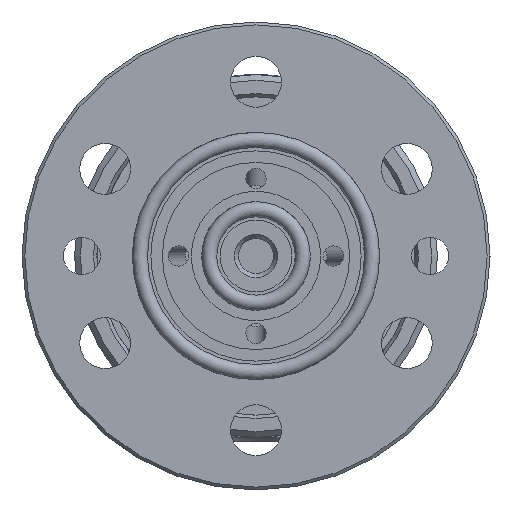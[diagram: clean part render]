
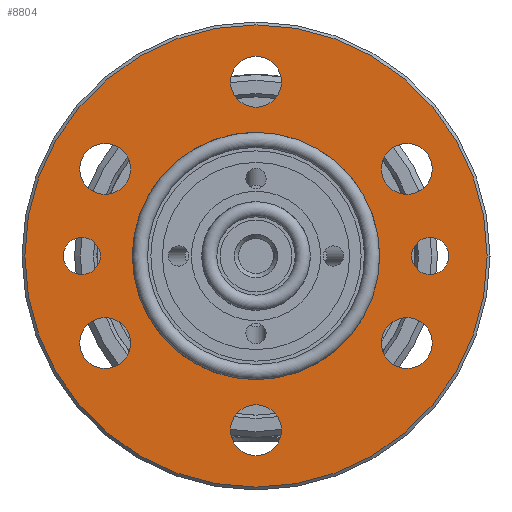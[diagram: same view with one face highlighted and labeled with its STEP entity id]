
A CAD part, left-side view. The second image highlights one B-rep face of the part: STEP entity #8804.
In plain terms, the highlighted planar face has unit normal (-1, 0, 0).
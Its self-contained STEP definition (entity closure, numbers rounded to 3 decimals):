
#112=FACE_BOUND('',#3080,.T.);
#113=FACE_BOUND('',#3081,.T.);
#114=FACE_BOUND('',#3082,.T.);
#115=FACE_BOUND('',#3083,.T.);
#116=FACE_BOUND('',#3084,.T.);
#117=FACE_BOUND('',#3085,.T.);
#118=FACE_BOUND('',#3086,.T.);
#119=FACE_BOUND('',#3087,.T.);
#120=FACE_BOUND('',#3088,.T.);
#1876=CIRCLE('',#9466,40.);
#1893=CIRCLE('',#9489,4.4);
#1894=CIRCLE('',#9491,4.4);
#1895=CIRCLE('',#9493,4.4);
#1896=CIRCLE('',#9495,4.4);
#1897=CIRCLE('',#9497,4.4);
#1898=CIRCLE('',#9499,4.4);
#1899=CIRCLE('',#9501,3.2);
#1900=CIRCLE('',#9503,3.2);
#1912=CIRCLE('',#9523,21.4);
#2061=PLANE('',#9522);
#2531=FACE_OUTER_BOUND('',#3079,.T.);
#3079=EDGE_LOOP('',(#8124));
#3080=EDGE_LOOP('',(#8125));
#3081=EDGE_LOOP('',(#8126));
#3082=EDGE_LOOP('',(#8127));
#3083=EDGE_LOOP('',(#8128));
#3084=EDGE_LOOP('',(#8129));
#3085=EDGE_LOOP('',(#8130));
#3086=EDGE_LOOP('',(#8131));
#3087=EDGE_LOOP('',(#8132));
#3088=EDGE_LOOP('',(#8133));
#4262=VERTEX_POINT('',#64555);
#4278=VERTEX_POINT('',#64598);
#4279=VERTEX_POINT('',#64602);
#4280=VERTEX_POINT('',#64606);
#4281=VERTEX_POINT('',#64610);
#4282=VERTEX_POINT('',#64614);
#4283=VERTEX_POINT('',#64618);
#4284=VERTEX_POINT('',#64622);
#4285=VERTEX_POINT('',#64626);
#4297=VERTEX_POINT('',#64663);
#5538=EDGE_CURVE('',#4262,#4262,#1876,.T.);
#5558=EDGE_CURVE('',#4278,#4278,#1893,.T.);
#5560=EDGE_CURVE('',#4279,#4279,#1894,.T.);
#5562=EDGE_CURVE('',#4280,#4280,#1895,.T.);
#5564=EDGE_CURVE('',#4281,#4281,#1896,.T.);
#5566=EDGE_CURVE('',#4282,#4282,#1897,.T.);
#5568=EDGE_CURVE('',#4283,#4283,#1898,.T.);
#5570=EDGE_CURVE('',#4284,#4284,#1899,.T.);
#5572=EDGE_CURVE('',#4285,#4285,#1900,.T.);
#5589=EDGE_CURVE('',#4297,#4297,#1912,.T.);
#8124=ORIENTED_EDGE('',*,*,#5538,.F.);
#8125=ORIENTED_EDGE('',*,*,#5572,.T.);
#8126=ORIENTED_EDGE('',*,*,#5570,.T.);
#8127=ORIENTED_EDGE('',*,*,#5568,.T.);
#8128=ORIENTED_EDGE('',*,*,#5566,.T.);
#8129=ORIENTED_EDGE('',*,*,#5564,.T.);
#8130=ORIENTED_EDGE('',*,*,#5562,.T.);
#8131=ORIENTED_EDGE('',*,*,#5560,.T.);
#8132=ORIENTED_EDGE('',*,*,#5558,.T.);
#8133=ORIENTED_EDGE('',*,*,#5589,.T.);
#8804=ADVANCED_FACE('',(#2531,#112,#113,#114,#115,#116,#117,#118,#119,#120),
#2061,.T.);
#9466=AXIS2_PLACEMENT_3D('',#64557,#11265,#11266);
#9489=AXIS2_PLACEMENT_3D('',#64599,#11314,#11315);
#9491=AXIS2_PLACEMENT_3D('',#64603,#11319,#11320);
#9493=AXIS2_PLACEMENT_3D('',#64607,#11324,#11325);
#9495=AXIS2_PLACEMENT_3D('',#64611,#11329,#11330);
#9497=AXIS2_PLACEMENT_3D('',#64615,#11334,#11335);
#9499=AXIS2_PLACEMENT_3D('',#64619,#11339,#11340);
#9501=AXIS2_PLACEMENT_3D('',#64623,#11344,#11345);
#9503=AXIS2_PLACEMENT_3D('',#64627,#11349,#11350);
#9522=AXIS2_PLACEMENT_3D('',#64662,#11392,#11393);
#9523=AXIS2_PLACEMENT_3D('',#64664,#11394,#11395);
#11265=DIRECTION('center_axis',(1.,0.,0.));
#11266=DIRECTION('ref_axis',(0.,-1.,0.));
#11314=DIRECTION('center_axis',(1.,0.,0.));
#11315=DIRECTION('ref_axis',(0.,0.,-1.));
#11319=DIRECTION('center_axis',(1.,0.,0.));
#11320=DIRECTION('ref_axis',(0.,0.866,-0.5));
#11324=DIRECTION('center_axis',(1.,0.,0.));
#11325=DIRECTION('ref_axis',(0.,0.866,0.5));
#11329=DIRECTION('center_axis',(1.,0.,0.));
#11330=DIRECTION('ref_axis',(0.,0.,1.));
#11334=DIRECTION('center_axis',(1.,0.,0.));
#11335=DIRECTION('ref_axis',(0.,-0.866,0.5));
#11339=DIRECTION('center_axis',(1.,0.,0.));
#11340=DIRECTION('ref_axis',(0.,-0.866,-0.5));
#11344=DIRECTION('center_axis',(1.,0.,0.));
#11345=DIRECTION('ref_axis',(0.,0.,-1.));
#11349=DIRECTION('center_axis',(1.,0.,0.));
#11350=DIRECTION('ref_axis',(0.,0.,-1.));
#11392=DIRECTION('center_axis',(-1.,0.,0.));
#11393=DIRECTION('ref_axis',(0.,0.,1.));
#11394=DIRECTION('center_axis',(1.,0.,0.));
#11395=DIRECTION('ref_axis',(0.,0.,-1.));
#64555=CARTESIAN_POINT('',(0.,40.,0.));
#64557=CARTESIAN_POINT('Origin',(0.,0.,0.));
#64598=CARTESIAN_POINT('',(0.,0.,34.55));
#64599=CARTESIAN_POINT('Origin',(0.,0.,30.15));
#64602=CARTESIAN_POINT('',(0.,-29.921,17.275));
#64603=CARTESIAN_POINT('Origin',(0.,-26.111,15.075));
#64606=CARTESIAN_POINT('',(0.,-29.921,-17.275));
#64607=CARTESIAN_POINT('Origin',(0.,-26.111,-15.075));
#64610=CARTESIAN_POINT('',(0.,0.,-34.55));
#64611=CARTESIAN_POINT('Origin',(0.,0.,-30.15));
#64614=CARTESIAN_POINT('',(0.,29.921,-17.275));
#64615=CARTESIAN_POINT('Origin',(0.,26.111,-15.075));
#64618=CARTESIAN_POINT('',(0.,29.921,17.275));
#64619=CARTESIAN_POINT('Origin',(0.,26.111,15.075));
#64622=CARTESIAN_POINT('',(0.,30.15,3.2));
#64623=CARTESIAN_POINT('Origin',(0.,30.15,0.));
#64626=CARTESIAN_POINT('',(0.,-30.15,3.2));
#64627=CARTESIAN_POINT('Origin',(0.,-30.15,0.));
#64662=CARTESIAN_POINT('Origin',(0.,20.25,0.));
#64663=CARTESIAN_POINT('',(0.,0.,21.4));
#64664=CARTESIAN_POINT('Origin',(0.,0.,0.));
